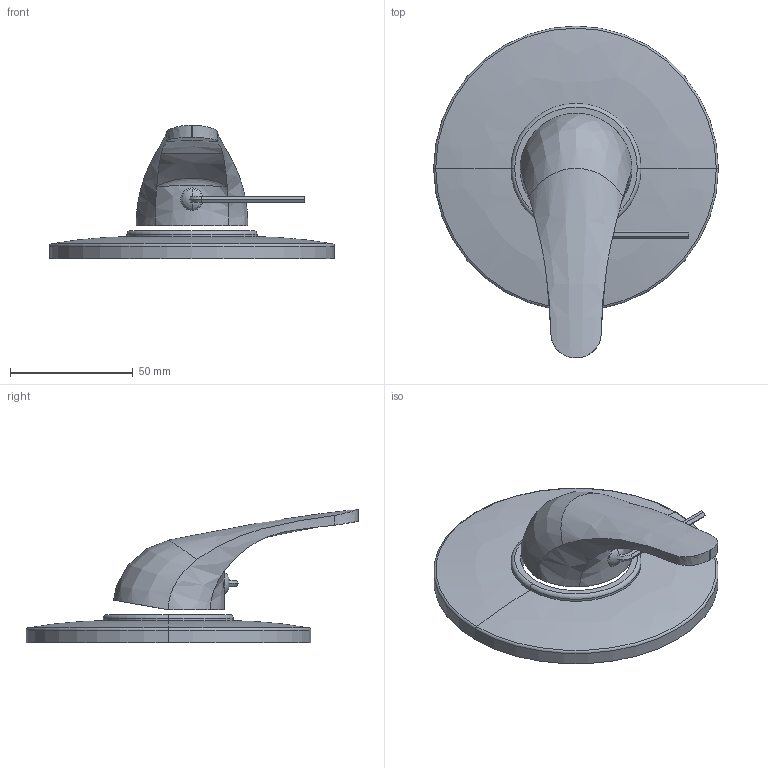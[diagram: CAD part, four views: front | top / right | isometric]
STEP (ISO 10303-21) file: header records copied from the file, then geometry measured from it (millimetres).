
FILE_DESCRIPTION((''),'2;1');
FILE_NAME('APM3010CREST_ASM','2021-02-03T14:14:01',('stefano.gianpani'),('PAFFONI SpA'),'CREO PARAMETRIC BY PTC INC, 2020044','CREO PARAMETRIC BY PTC INC, 2020044','');
FILE_SCHEMA(('CONFIG_CONTROL_DESIGN','SHAPE_APPEARANCE_LAYERS_GROUPS'));
Length unit declared in the file: millimetre
Products named in the file (9): 4061101CRL; 592305006A2I; CHBR25; TCF08RB91120; 8001113_ASM; 4061060CR; 2091099; 5007007CR_ASM; APM3010CREST_ASM
Assembly tree (8 placements, depth 3):
  APM3010CREST_ASM
    4061101CRL
    8001113_ASM
      592305006A2I
      CHBR25
      TCF08RB91120
    5007007CR_ASM
      4061060CR
      2091099
Bounding box: 116 x 135.25 x 54.5 mm (x, y, z)
Volume: 28085.1 mm3; surface area: 41951.6 mm2
Topology: 6 solids, 8 shells, 143 faces, 345 edges, 219 vertices
Faces by surface type: plane 52, cylinder 38, bspline 29, cone 16, torus 6, sphere 2
Entity records: 8025 total; most frequent: CARTESIAN_POINT 3522, ORIENTED_EDGE 678, DIRECTION 634, PRESENTATION_STYLE_ASSIGNMENT 352, STYLED_ITEM 351, CURVE_STYLE 343, EDGE_CURVE 343, AXIS2_PLACEMENT_3D 244
